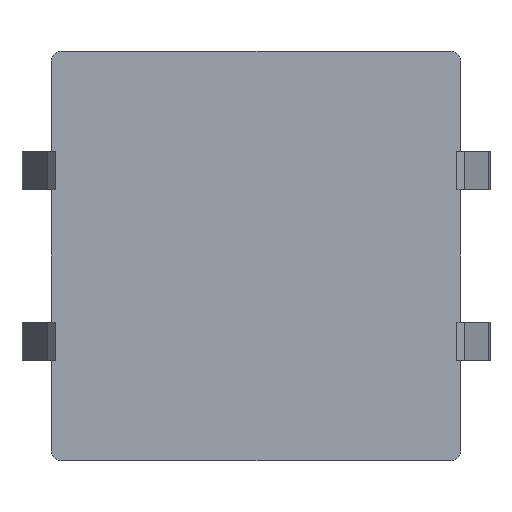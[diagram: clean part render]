
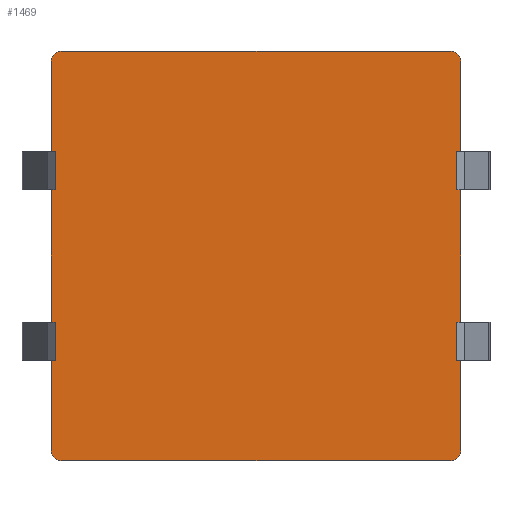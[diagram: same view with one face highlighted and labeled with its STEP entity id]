
A CAD part, front view. The second image highlights one B-rep face of the part: STEP entity #1469.
In plain terms, the highlighted planar face has unit normal (0, -1, 0).
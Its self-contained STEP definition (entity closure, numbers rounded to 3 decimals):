
#91 = DIRECTION ( 'NONE',  ( 0., 0., 1. ) ) ;
#105 = ORIENTED_EDGE ( 'NONE', *, *, #657, .F. ) ;
#131 = LINE ( 'NONE', #3622, #259 ) ;
#182 = VERTEX_POINT ( 'NONE', #1324 ) ;
#209 = EDGE_CURVE ( 'NONE', #3176, #182, #2533, .T. ) ;
#259 = VECTOR ( 'NONE', #2677, 1000. ) ;
#267 = DIRECTION ( 'NONE',  ( 0., 1., 0. ) ) ;
#286 = VECTOR ( 'NONE', #2173, 1000. ) ;
#367 = VERTEX_POINT ( 'NONE', #3694 ) ;
#400 = CARTESIAN_POINT ( 'NONE',  ( -22.827, 0., -22.503 ) ) ;
#513 = ORIENTED_EDGE ( 'NONE', *, *, #3188, .F. ) ;
#536 = CARTESIAN_POINT ( 'NONE',  ( -34.357, 0., -10.973 ) ) ;
#657 = EDGE_CURVE ( 'NONE', #3411, #4014, #968, .T. ) ;
#666 = LINE ( 'NONE', #3110, #286 ) ;
#719 = FACE_OUTER_BOUND ( 'NONE', #2272, .T. ) ;
#747 = EDGE_CURVE ( 'NONE', #1904, #3708, #3421, .T. ) ;
#865 = CARTESIAN_POINT ( 'NONE',  ( -34.057, 0., -22.203 ) ) ;
#947 = CARTESIAN_POINT ( 'NONE',  ( -22.527, 0., -22.203 ) ) ;
#968 = CIRCLE ( 'NONE', #1480, 0.3 ) ;
#1039 = CARTESIAN_POINT ( 'NONE',  ( -34.357, 0., -22.203 ) ) ;
#1056 = DIRECTION ( 'NONE',  ( 0., 0., 1. ) ) ;
#1068 = CARTESIAN_POINT ( 'NONE',  ( -34.357, 0., -22.203 ) ) ;
#1219 = ORIENTED_EDGE ( 'NONE', *, *, #3312, .F. ) ;
#1253 = EDGE_CURVE ( 'NONE', #182, #1496, #1898, .T. ) ;
#1267 = DIRECTION ( 'NONE',  ( 0., 1., 0. ) ) ;
#1324 = CARTESIAN_POINT ( 'NONE',  ( -22.527, 0., -22.203 ) ) ;
#1349 = DIRECTION ( 'NONE',  ( 0., 0., 1. ) ) ;
#1353 = CARTESIAN_POINT ( 'NONE',  ( -34.057, 0., -10.973 ) ) ;
#1469 = ADVANCED_FACE ( 'NONE', ( #719 ), #3205, .F. ) ;
#1480 = AXIS2_PLACEMENT_3D ( 'NONE', #865, #267, #1761 ) ;
#1496 = VERTEX_POINT ( 'NONE', #400 ) ;
#1613 = ORIENTED_EDGE ( 'NONE', *, *, #747, .F. ) ;
#1617 = CARTESIAN_POINT ( 'NONE',  ( -34.057, 0., -10.973 ) ) ;
#1742 = DIRECTION ( 'NONE',  ( 0., 0., -1. ) ) ;
#1761 = DIRECTION ( 'NONE',  ( 0., 0., 1. ) ) ;
#1787 = DIRECTION ( 'NONE',  ( 0., 1., 0. ) ) ;
#1795 = ORIENTED_EDGE ( 'NONE', *, *, #2609, .F. ) ;
#1807 = VECTOR ( 'NONE', #1056, 1000. ) ;
#1898 = CIRCLE ( 'NONE', #1953, 0.3 ) ;
#1904 = VERTEX_POINT ( 'NONE', #536 ) ;
#1923 = DIRECTION ( 'NONE',  ( 0., 0., -1. ) ) ;
#1943 = CARTESIAN_POINT ( 'NONE',  ( -22.827, 0., -10.973 ) ) ;
#1953 = AXIS2_PLACEMENT_3D ( 'NONE', #3936, #1787, #1742 ) ;
#2042 = LINE ( 'NONE', #1039, #1807 ) ;
#2173 = DIRECTION ( 'NONE',  ( -1., 0., 0. ) ) ;
#2272 = EDGE_LOOP ( 'NONE', ( #1613, #2307, #105, #1795, #2812, #2389, #1219, #513 ) ) ;
#2307 = ORIENTED_EDGE ( 'NONE', *, *, #3455, .F. ) ;
#2389 = ORIENTED_EDGE ( 'NONE', *, *, #209, .F. ) ;
#2403 = CIRCLE ( 'NONE', #2836, 0.3 ) ;
#2533 = LINE ( 'NONE', #947, #3272 ) ;
#2596 = DIRECTION ( 'NONE',  ( 0., 1., 0. ) ) ;
#2609 = EDGE_CURVE ( 'NONE', #1496, #3411, #666, .T. ) ;
#2615 = CARTESIAN_POINT ( 'NONE',  ( -22.527, 0., -10.973 ) ) ;
#2677 = DIRECTION ( 'NONE',  ( 1., 0., 0. ) ) ;
#2698 = CARTESIAN_POINT ( 'NONE',  ( -34.057, 0., -10.673 ) ) ;
#2767 = AXIS2_PLACEMENT_3D ( 'NONE', #1617, #2596, #1349 ) ;
#2812 = ORIENTED_EDGE ( 'NONE', *, *, #1253, .F. ) ;
#2836 = AXIS2_PLACEMENT_3D ( 'NONE', #1943, #1267, #91 ) ;
#2897 = CARTESIAN_POINT ( 'NONE',  ( -34.057, 0., -22.503 ) ) ;
#3110 = CARTESIAN_POINT ( 'NONE',  ( -34.057, 0., -22.503 ) ) ;
#3176 = VERTEX_POINT ( 'NONE', #2615 ) ;
#3188 = EDGE_CURVE ( 'NONE', #3708, #367, #131, .T. ) ;
#3205 = PLANE ( 'NONE',  #2767 ) ;
#3272 = VECTOR ( 'NONE', #1923, 1000. ) ;
#3312 = EDGE_CURVE ( 'NONE', #367, #3176, #2403, .T. ) ;
#3411 = VERTEX_POINT ( 'NONE', #2897 ) ;
#3421 = CIRCLE ( 'NONE', #3611, 0.3 ) ;
#3455 = EDGE_CURVE ( 'NONE', #4014, #1904, #2042, .T. ) ;
#3600 = DIRECTION ( 'NONE',  ( 0., 0., 1. ) ) ;
#3611 = AXIS2_PLACEMENT_3D ( 'NONE', #1353, #3648, #3600 ) ;
#3622 = CARTESIAN_POINT ( 'NONE',  ( -34.057, 0., -10.673 ) ) ;
#3648 = DIRECTION ( 'NONE',  ( 0., 1., 0. ) ) ;
#3694 = CARTESIAN_POINT ( 'NONE',  ( -22.827, 0., -10.673 ) ) ;
#3708 = VERTEX_POINT ( 'NONE', #2698 ) ;
#3936 = CARTESIAN_POINT ( 'NONE',  ( -22.827, 0., -22.203 ) ) ;
#4014 = VERTEX_POINT ( 'NONE', #1068 ) ;
